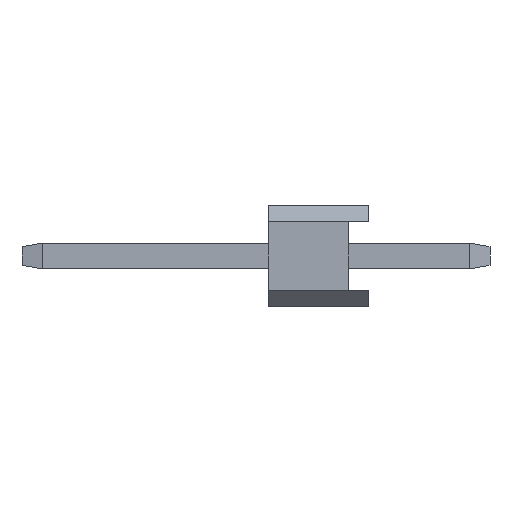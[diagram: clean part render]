
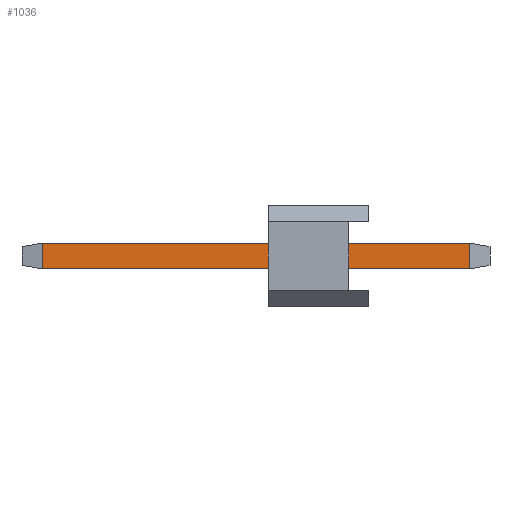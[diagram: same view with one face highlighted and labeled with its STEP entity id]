
A CAD part, left-side view. The second image highlights one B-rep face of the part: STEP entity #1036.
In plain terms, the highlighted planar face has unit normal (-1, 0, 0).
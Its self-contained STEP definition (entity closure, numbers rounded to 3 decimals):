
#86 = DIRECTION ( 'NONE',  ( 0., 0., -1. ) ) ;
#278 = VECTOR ( 'NONE', #5750, 1000. ) ;
#390 = LINE ( 'NONE', #486, #2909 ) ;
#410 = LINE ( 'NONE', #2477, #2473 ) ;
#486 = CARTESIAN_POINT ( 'NONE',  ( -6.67, 8.6, -0.32 ) ) ;
#677 = CARTESIAN_POINT ( 'NONE',  ( -6.67, -2.5, -0.32 ) ) ;
#778 = ORIENTED_EDGE ( 'NONE', *, *, #6167, .F. ) ;
#1036 = ADVANCED_FACE ( 'NONE', ( #1720 ), #2671, .F. ) ;
#1184 = CARTESIAN_POINT ( 'NONE',  ( -6.67, 8.1, -0.32 ) ) ;
#1369 = LINE ( 'NONE', #5094, #5318 ) ;
#1720 = FACE_OUTER_BOUND ( 'NONE', #3589, .T. ) ;
#1759 = VERTEX_POINT ( 'NONE', #3715 ) ;
#2473 = VECTOR ( 'NONE', #4528, 1000. ) ;
#2476 = EDGE_CURVE ( 'NONE', #4582, #6115, #1369, .T. ) ;
#2477 = CARTESIAN_POINT ( 'NONE',  ( -6.67, 8.6, 0.32 ) ) ;
#2597 = LINE ( 'NONE', #3134, #278 ) ;
#2624 = ORIENTED_EDGE ( 'NONE', *, *, #2476, .T. ) ;
#2671 = PLANE ( 'NONE',  #3038 ) ;
#2909 = VECTOR ( 'NONE', #4506, 1000. ) ;
#3038 = AXIS2_PLACEMENT_3D ( 'NONE', #4717, #4305, #86 ) ;
#3134 = CARTESIAN_POINT ( 'NONE',  ( -6.67, 8.1, 0.32 ) ) ;
#3439 = DIRECTION ( 'NONE',  ( 0., 0., 1. ) ) ;
#3494 = ORIENTED_EDGE ( 'NONE', *, *, #5036, .T. ) ;
#3547 = EDGE_CURVE ( 'NONE', #1759, #5147, #2597, .T. ) ;
#3589 = EDGE_LOOP ( 'NONE', ( #3494, #2624, #778, #5485 ) ) ;
#3715 = CARTESIAN_POINT ( 'NONE',  ( -6.67, 8.1, 0.32 ) ) ;
#4305 = DIRECTION ( 'NONE',  ( 1., 0., 0. ) ) ;
#4506 = DIRECTION ( 'NONE',  ( 0., -1., 0. ) ) ;
#4528 = DIRECTION ( 'NONE',  ( 0., -1., 0. ) ) ;
#4582 = VERTEX_POINT ( 'NONE', #677 ) ;
#4717 = CARTESIAN_POINT ( 'NONE',  ( -6.67, 8.6, 0.32 ) ) ;
#5036 = EDGE_CURVE ( 'NONE', #5147, #4582, #390, .T. ) ;
#5094 = CARTESIAN_POINT ( 'NONE',  ( -6.67, -2.5, 0.32 ) ) ;
#5147 = VERTEX_POINT ( 'NONE', #1184 ) ;
#5318 = VECTOR ( 'NONE', #3439, 1000. ) ;
#5485 = ORIENTED_EDGE ( 'NONE', *, *, #3547, .T. ) ;
#5750 = DIRECTION ( 'NONE',  ( 0., 0., -1. ) ) ;
#6021 = CARTESIAN_POINT ( 'NONE',  ( -6.67, -2.5, 0.32 ) ) ;
#6115 = VERTEX_POINT ( 'NONE', #6021 ) ;
#6167 = EDGE_CURVE ( 'NONE', #1759, #6115, #410, .T. ) ;
